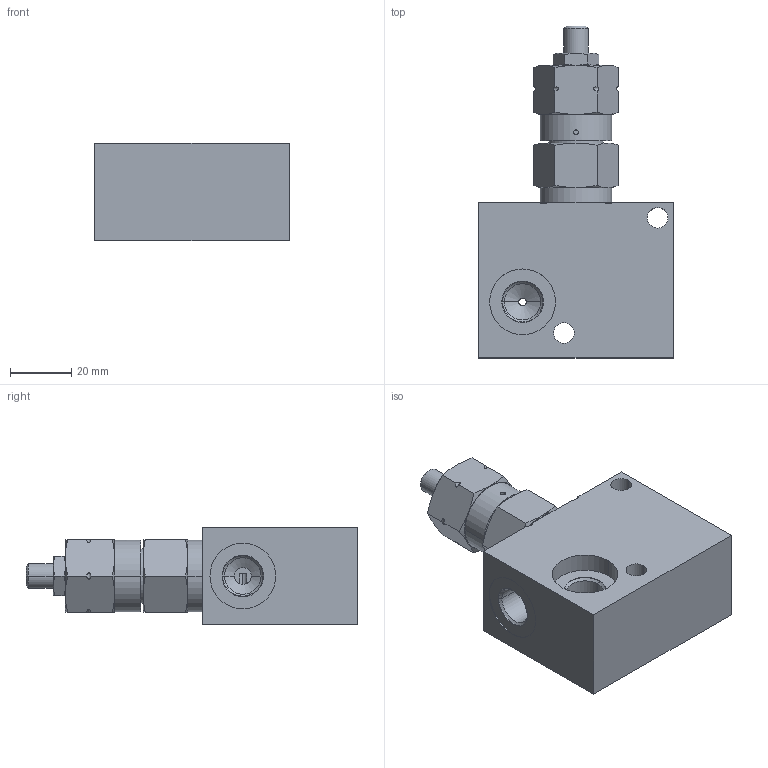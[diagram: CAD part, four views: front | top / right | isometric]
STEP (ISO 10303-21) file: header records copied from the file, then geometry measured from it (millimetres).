
FILE_DESCRIPTION((''),'2;1');
FILE_NAME('ILCM47044002','2006-02-20T',('KR'),(''),'PRO/ENGINEER BY PARAMETRIC TECHNOLOGY CORPORATION, 2004290','PRO/ENGINEER BY PARAMETRIC TECHNOLOGY CORPORATION, 2004290','');
FILE_SCHEMA(('AUTOMOTIVE_DESIGN_CC2 { 1 2 10303 214 -1 1 5 2 }'));
Length unit declared in the file: millimetre
Products named in the file (1): ILCM47044002
Bounding box: 63.5 x 108.38 x 31.75 mm (x, y, z)
Volume: 111594.6 mm3; surface area: 24482.5 mm2
Topology: 1 solids, 4 shells, 159 faces, 379 edges, 242 vertices
Faces by surface type: plane 55, cylinder 52, cone 44, torus 8
Entity records: 5202 total; most frequent: CARTESIAN_POINT 1415, DIRECTION 758, ORIENTED_EDGE 746, EDGE_CURVE 379, AXIS2_PLACEMENT_3D 309, VERTEX_POINT 242, EDGE_LOOP 189, FACE_OUTER_BOUND 159
